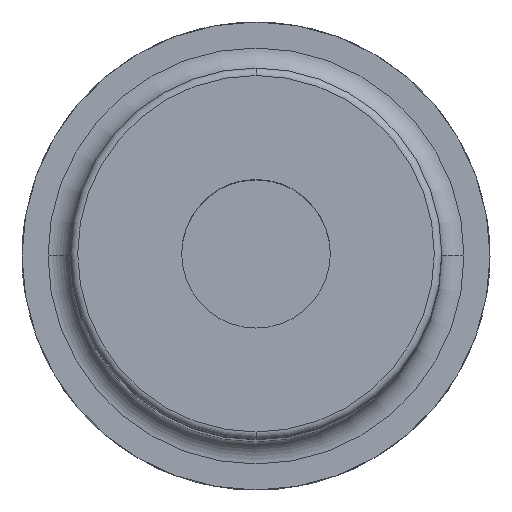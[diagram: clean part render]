
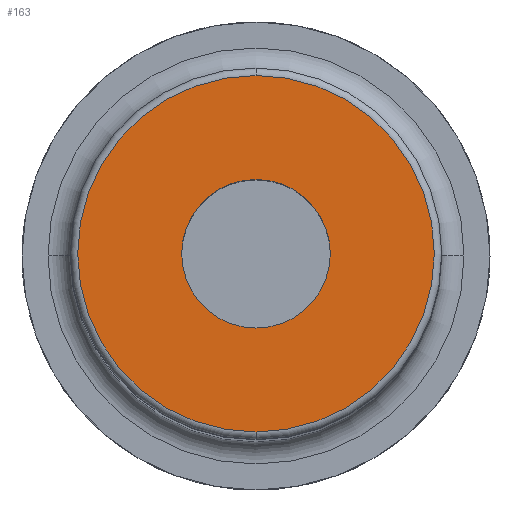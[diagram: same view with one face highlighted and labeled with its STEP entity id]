
A CAD part, top view. The second image highlights one B-rep face of the part: STEP entity #163.
In plain terms, the highlighted planar face has unit normal (0, 0, 1).
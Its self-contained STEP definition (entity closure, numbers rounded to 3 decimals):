
#28 = AXIS2_PLACEMENT_3D ( 'NONE', #1722, #737, #1447 ) ;
#31 = DIRECTION ( 'NONE',  ( 0., 0., -1. ) ) ;
#41 = CARTESIAN_POINT ( 'NONE',  ( 0., 0., 200. ) ) ;
#72 = EDGE_CURVE ( 'NONE', #263, #640, #190, .T. ) ;
#78 = AXIS2_PLACEMENT_3D ( 'NONE', #41, #857, #1680 ) ;
#163 = ADVANCED_FACE ( 'NONE', ( #1407, #861 ), #323, .T. ) ;
#177 = EDGE_CURVE ( 'NONE', #361, #193, #399, .T. ) ;
#183 = DIRECTION ( 'NONE',  ( 0., 0., 1. ) ) ;
#190 = CIRCLE ( 'NONE', #572, 24. ) ;
#193 = VERTEX_POINT ( 'NONE', #852 ) ;
#240 = DIRECTION ( 'NONE',  ( 0., 0., 1. ) ) ;
#263 = VERTEX_POINT ( 'NONE', #848 ) ;
#309 = EDGE_CURVE ( 'NONE', #640, #263, #1061, .T. ) ;
#314 = ORIENTED_EDGE ( 'NONE', *, *, #72, .F. ) ;
#323 = PLANE ( 'NONE',  #1223 ) ;
#361 = VERTEX_POINT ( 'NONE', #869 ) ;
#399 = CIRCLE ( 'NONE', #78, 10. ) ;
#446 = EDGE_CURVE ( 'NONE', #193, #361, #1427, .T. ) ;
#572 = AXIS2_PLACEMENT_3D ( 'NONE', #951, #31, #1092 ) ;
#640 = VERTEX_POINT ( 'NONE', #1757 ) ;
#671 = ORIENTED_EDGE ( 'NONE', *, *, #177, .F. ) ;
#737 = DIRECTION ( 'NONE',  ( 0., 0., -1. ) ) ;
#848 = CARTESIAN_POINT ( 'NONE',  ( 0., -24., 200. ) ) ;
#852 = CARTESIAN_POINT ( 'NONE',  ( -10., 0., 200. ) ) ;
#857 = DIRECTION ( 'NONE',  ( 0., 0., 1. ) ) ;
#861 = FACE_OUTER_BOUND ( 'NONE', #1661, .T. ) ;
#869 = CARTESIAN_POINT ( 'NONE',  ( 10., 0., 200. ) ) ;
#951 = CARTESIAN_POINT ( 'NONE',  ( 0., 0., 200. ) ) ;
#1017 = ORIENTED_EDGE ( 'NONE', *, *, #446, .F. ) ;
#1019 = ORIENTED_EDGE ( 'NONE', *, *, #309, .F. ) ;
#1058 = AXIS2_PLACEMENT_3D ( 'NONE', #1189, #240, #1198 ) ;
#1061 = CIRCLE ( 'NONE', #28, 24. ) ;
#1092 = DIRECTION ( 'NONE',  ( 0., 1., 0. ) ) ;
#1189 = CARTESIAN_POINT ( 'NONE',  ( 0., 0., 200. ) ) ;
#1198 = DIRECTION ( 'NONE',  ( 0., -1., 0. ) ) ;
#1202 = EDGE_LOOP ( 'NONE', ( #1017, #671 ) ) ;
#1223 = AXIS2_PLACEMENT_3D ( 'NONE', #1676, #183, #1281 ) ;
#1281 = DIRECTION ( 'NONE',  ( 0., -1., 0. ) ) ;
#1407 = FACE_BOUND ( 'NONE', #1202, .T. ) ;
#1427 = CIRCLE ( 'NONE', #1058, 10. ) ;
#1447 = DIRECTION ( 'NONE',  ( 0., 1., 0. ) ) ;
#1661 = EDGE_LOOP ( 'NONE', ( #1019, #314 ) ) ;
#1676 = CARTESIAN_POINT ( 'NONE',  ( 0., 24., 200. ) ) ;
#1680 = DIRECTION ( 'NONE',  ( 0., -1., 0. ) ) ;
#1722 = CARTESIAN_POINT ( 'NONE',  ( 0., 0., 200. ) ) ;
#1757 = CARTESIAN_POINT ( 'NONE',  ( 0., 24., 200. ) ) ;
